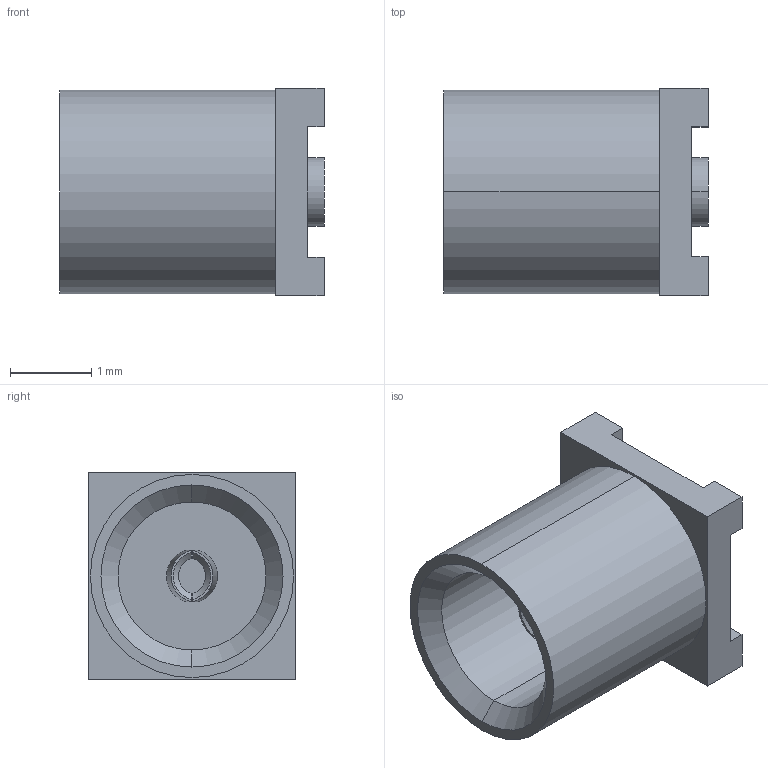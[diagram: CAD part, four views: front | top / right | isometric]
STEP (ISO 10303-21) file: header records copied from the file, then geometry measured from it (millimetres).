
FILE_DESCRIPTION((''),'2;1');
FILE_NAME('734130040','2017-05-12T',('ghp'),(''),'PRO/ENGINEER BY PARAMETRIC TECHNOLOGY CORPORATION, 2012310','PRO/ENGINEER BY PARAMETRIC TECHNOLOGY CORPORATION, 2012310','');
FILE_SCHEMA(('CONFIG_CONTROL_DESIGN'));
Length unit declared in the file: millimetre
Products named in the file (1): 734130040
Bounding box: 3.25 x 2.55 x 2.55 mm (x, y, z)
Volume: 10.1 mm3; surface area: 56.8 mm2
Topology: 1 solids, 1 shells, 45 faces, 131 edges, 94 vertices
Faces by surface type: plane 27, cylinder 12, cone 6
Entity records: 1558 total; most frequent: CARTESIAN_POINT 326, DIRECTION 241, ORIENTED_EDGE 224, EDGE_CURVE 112, VECTOR 93, LINE 93, AXIS2_PLACEMENT_3D 74, VERTEX_POINT 74
